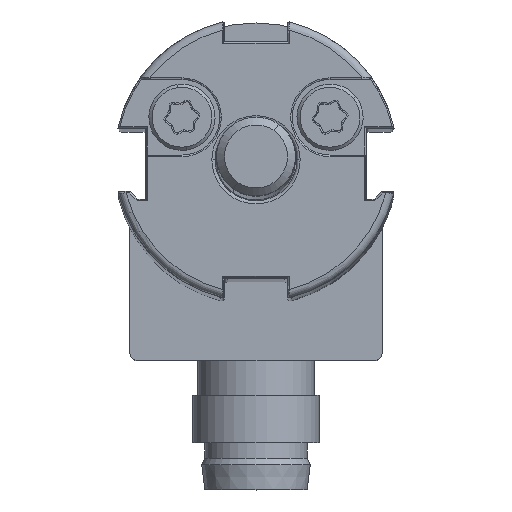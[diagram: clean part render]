
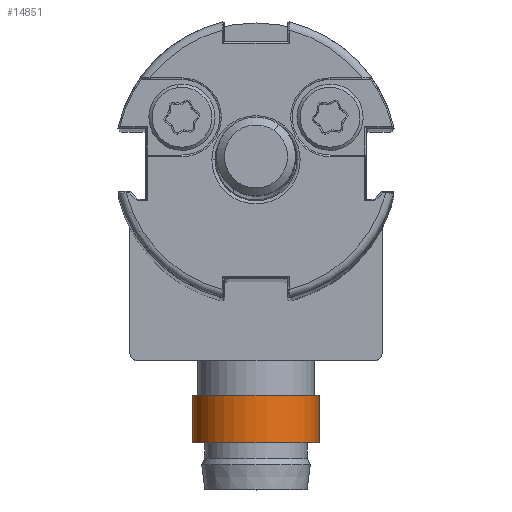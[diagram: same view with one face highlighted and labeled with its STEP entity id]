
A CAD part, top view. The second image highlights one B-rep face of the part: STEP entity #14851.
In plain terms, the highlighted cylindrical face has radius 4 mm (diameter 8 mm), a partial arc.
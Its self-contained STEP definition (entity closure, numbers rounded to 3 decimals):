
#604 = CARTESIAN_POINT ( 'NONE',  ( 4., -20.7, -6.8 ) ) ;
#1267 = CARTESIAN_POINT ( 'NONE',  ( 4., -14.7, -6.8 ) ) ;
#1476 = VECTOR ( 'NONE', #16592, 1000. ) ;
#1871 = EDGE_CURVE ( 'NONE', #12527, #6887, #4057, .T. ) ;
#2240 = EDGE_CURVE ( 'NONE', #6887, #8673, #10115, .T. ) ;
#2514 = DIRECTION ( 'NONE',  ( 0., 1., 0. ) ) ;
#2521 = EDGE_CURVE ( 'NONE', #19647, #8673, #19620, .T. ) ;
#2951 = EDGE_CURVE ( 'NONE', #12527, #19647, #12642, .T. ) ;
#3149 = CARTESIAN_POINT ( 'NONE',  ( -4., -17.7, -6.8 ) ) ;
#4057 = CIRCLE ( 'NONE', #10500, 4. ) ;
#4475 = DIRECTION ( 'NONE',  ( -1., 0., 0. ) ) ;
#4899 = CARTESIAN_POINT ( 'NONE',  ( 4., -17.7, -6.8 ) ) ;
#5005 = FACE_OUTER_BOUND ( 'NONE', #17164, .T. ) ;
#5744 = DIRECTION ( 'NONE',  ( 0., 1., 0. ) ) ;
#6183 = ORIENTED_EDGE ( 'NONE', *, *, #1871, .T. ) ;
#6887 = VERTEX_POINT ( 'NONE', #4899 ) ;
#8365 = VECTOR ( 'NONE', #2514, 1000. ) ;
#8673 = VERTEX_POINT ( 'NONE', #1267 ) ;
#9678 = CARTESIAN_POINT ( 'NONE',  ( 0., -14.7, -6.8 ) ) ;
#10115 = LINE ( 'NONE', #604, #1476 ) ;
#10500 = AXIS2_PLACEMENT_3D ( 'NONE', #15392, #5744, #16970 ) ;
#11317 = DIRECTION ( 'NONE',  ( -1., 0., 0. ) ) ;
#12223 = CARTESIAN_POINT ( 'NONE',  ( -4., -20.7, -6.8 ) ) ;
#12527 = VERTEX_POINT ( 'NONE', #3149 ) ;
#12642 = LINE ( 'NONE', #12223, #8365 ) ;
#12789 = ORIENTED_EDGE ( 'NONE', *, *, #2240, .T. ) ;
#14145 = CARTESIAN_POINT ( 'NONE',  ( 0., -20.7, -6.8 ) ) ;
#14233 = AXIS2_PLACEMENT_3D ( 'NONE', #14145, #15677, #4475 ) ;
#14851 = ADVANCED_FACE ( 'NONE', ( #5005 ), #15798, .T. ) ;
#15392 = CARTESIAN_POINT ( 'NONE',  ( 0., -17.7, -6.8 ) ) ;
#15677 = DIRECTION ( 'NONE',  ( 0., 1., 0. ) ) ;
#15798 = CYLINDRICAL_SURFACE ( 'NONE', #14233, 4. ) ;
#16032 = CARTESIAN_POINT ( 'NONE',  ( -4., -14.7, -6.8 ) ) ;
#16592 = DIRECTION ( 'NONE',  ( 0., 1., 0. ) ) ;
#16970 = DIRECTION ( 'NONE',  ( -1., 0., 0. ) ) ;
#17164 = EDGE_LOOP ( 'NONE', ( #6183, #12789, #17174, #18760 ) ) ;
#17174 = ORIENTED_EDGE ( 'NONE', *, *, #2521, .F. ) ;
#18118 = AXIS2_PLACEMENT_3D ( 'NONE', #9678, #20794, #11317 ) ;
#18760 = ORIENTED_EDGE ( 'NONE', *, *, #2951, .F. ) ;
#19620 = CIRCLE ( 'NONE', #18118, 4. ) ;
#19647 = VERTEX_POINT ( 'NONE', #16032 ) ;
#20794 = DIRECTION ( 'NONE',  ( 0., 1., 0. ) ) ;
